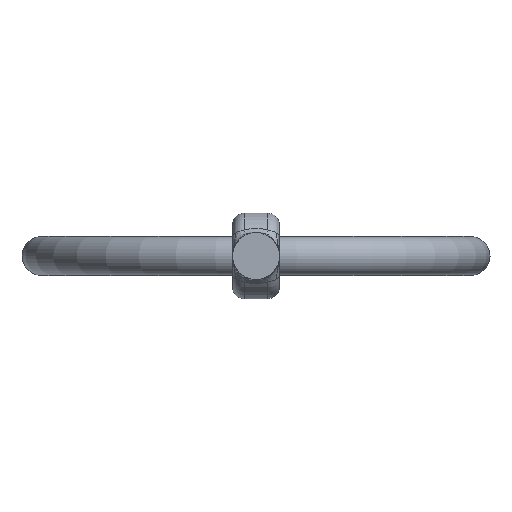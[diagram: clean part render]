
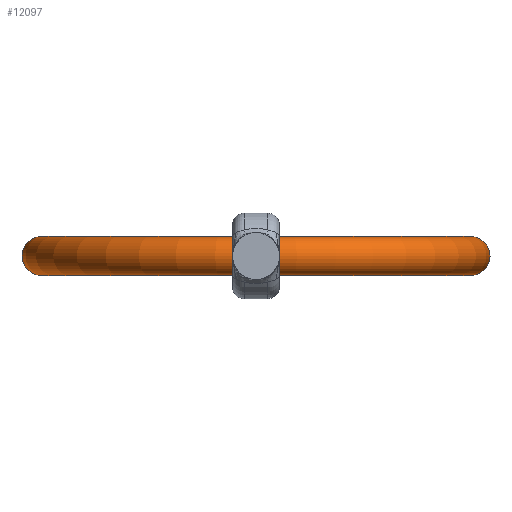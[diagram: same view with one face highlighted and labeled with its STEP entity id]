
A CAD part, front view. The second image highlights one B-rep face of the part: STEP entity #12097.
In plain terms, the highlighted toroidal (fillet/blend) face has major radius 55 mm and minor radius 5 mm.
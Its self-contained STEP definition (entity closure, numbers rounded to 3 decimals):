
#2497 = DIRECTION ( 'NONE',  ( 1., 0., 0. ) ) ;
#10295 = AXIS2_PLACEMENT_3D ( 'NONE', #19972, #11932, #2497 ) ;
#11932 = DIRECTION ( 'NONE',  ( 0., 0., 1. ) ) ;
#12097 = ADVANCED_FACE ( 'NONE', ( ), #19038, .T. ) ;
#19038 = TOROIDAL_SURFACE ( 'NONE', #10295, 55., 5. ) ;
#19972 = CARTESIAN_POINT ( 'NONE',  ( 0., 125., 0. ) ) ;
